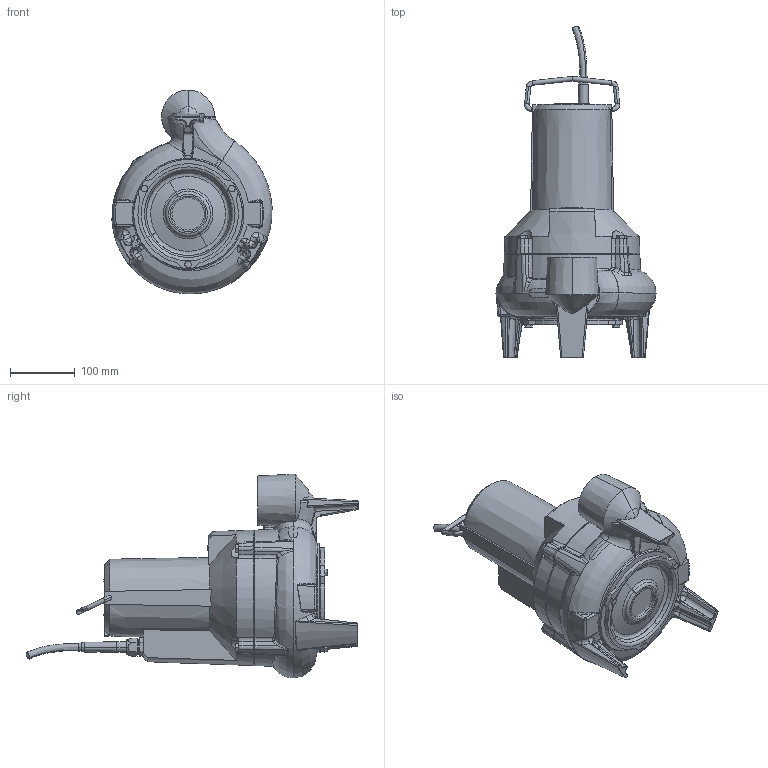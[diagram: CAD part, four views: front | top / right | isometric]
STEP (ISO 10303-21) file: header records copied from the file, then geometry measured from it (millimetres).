
FILE_DESCRIPTION (( 'STEP AP214' ), '1' );
FILE_NAME ('4_93_563_05_REV00.step', '2021-08-03T13:39:02', ( '' ), ( '' ), 'SwSTEP 2.0', 'SolidWorks 2020', '' );
FILE_SCHEMA (( 'AUTOMOTIVE_DESIGN' ));
Length unit declared in the file: millimetre
Products named in the file (5): 1_65_083_SEMPLIFICATO_1; Copia di Copia di 4_65_771_SEMPLIFICATO^4_93_563_05_REV00; 4_93_563_05_REV00; 10000013swn00_M6x10 A2; Copia di 59724^4_93_563_05_REV00
Assembly tree (6 placements, depth 2):
  4_93_563_05_REV00
    Copia di 59724^4_93_563_05_REV00
    Copia di Copia di 4_65_771_SEMPLIFICATO^4_93_563_05_REV00
    1_65_083_SEMPLIFICATO_1
    10000013swn00_M6x10 A2  x3
Bounding box: 247.03 x 512.31 x 314.61 mm (x, y, z)
Volume: 8954816.9 mm3; surface area: 464890.1 mm2
Topology: 13 solids, 13 shells, 842 faces, 2095 edges, 1294 vertices
Faces by surface type: bspline 333, plane 213, cylinder 145, cone 133, torus 18
Entity records: 67680 total; most frequent: CARTESIAN_POINT 50964, ORIENTED_EDGE 3974, DIRECTION 2280, EDGE_CURVE 1987, VERTEX_POINT 1244, B_SPLINE_CURVE_WITH_KNOTS 1062, AXIS2_PLACEMENT_3D 906, EDGE_LOOP 857
